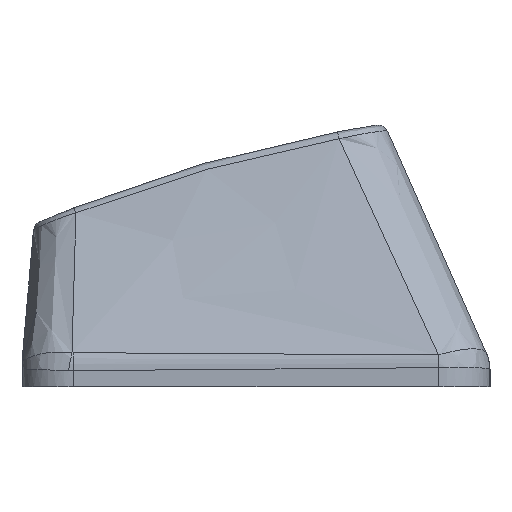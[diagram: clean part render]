
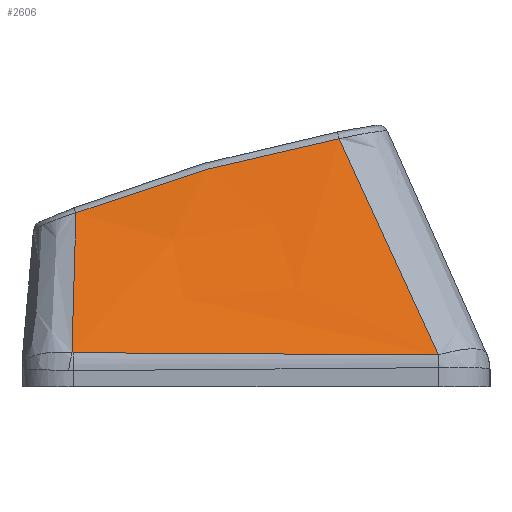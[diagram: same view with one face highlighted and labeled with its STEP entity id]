
A CAD part, left-side view. The second image highlights one B-rep face of the part: STEP entity #2606.
In plain terms, the highlighted free-form (B-spline) face has degree [3, 3] with [4, 4] control points.
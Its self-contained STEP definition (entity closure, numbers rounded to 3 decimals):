
#38=B_SPLINE_SURFACE_WITH_KNOTS('',3,3,((#4853,#4854,#4855,#4856),(#4857,
#4858,#4859,#4860),(#4861,#4862,#4863,#4864),(#4865,#4866,#4867,#4868)),
 .UNSPECIFIED.,.F.,.F.,.F.,(4,4),(4,4),(0.107,0.895),
(0.027,0.971),.UNSPECIFIED.);
#83=B_SPLINE_CURVE_WITH_KNOTS('',3,(#4529,#4530,#4531,#4532),
 .UNSPECIFIED.,.F.,.F.,(4,4),(0.,0.005),.UNSPECIFIED.);
#84=B_SPLINE_CURVE_WITH_KNOTS('',3,(#4552,#4553,#4554,#4555),
 .UNSPECIFIED.,.F.,.F.,(4,4),(-1.416,0.),
 .UNSPECIFIED.);
#100=B_SPLINE_CURVE_WITH_KNOTS('',3,(#4843,#4844,#4845,#4846),
 .UNSPECIFIED.,.F.,.F.,(4,4),(0.038,0.653),
 .UNSPECIFIED.);
#102=B_SPLINE_CURVE_WITH_KNOTS('',3,(#4870,#4871,#4872,#4873),
 .UNSPECIFIED.,.F.,.F.,(4,4),(-0.995,-0.027),
 .UNSPECIFIED.);
#103=B_SPLINE_CURVE_WITH_KNOTS('',3,(#4874,#4875,#4876,#4877),
 .UNSPECIFIED.,.F.,.F.,(4,4),(-1.059,0.),.UNSPECIFIED.);
#728=FACE_OUTER_BOUND('',#889,.T.);
#889=EDGE_LOOP('',(#2192,#2193,#2194,#2195,#2196));
#1189=VERTEX_POINT('',#4497);
#1191=VERTEX_POINT('',#4527);
#1193=VERTEX_POINT('',#4550);
#1209=VERTEX_POINT('',#4842);
#1210=VERTEX_POINT('',#4869);
#1524=EDGE_CURVE('',#1191,#1189,#83,.T.);
#1526=EDGE_CURVE('',#1193,#1191,#84,.T.);
#1555=EDGE_CURVE('',#1189,#1209,#100,.T.);
#1557=EDGE_CURVE('',#1210,#1193,#102,.T.);
#1558=EDGE_CURVE('',#1209,#1210,#103,.T.);
#2192=ORIENTED_EDGE('',*,*,#1524,.F.);
#2193=ORIENTED_EDGE('',*,*,#1526,.F.);
#2194=ORIENTED_EDGE('',*,*,#1557,.F.);
#2195=ORIENTED_EDGE('',*,*,#1558,.F.);
#2196=ORIENTED_EDGE('',*,*,#1555,.F.);
#2606=ADVANCED_FACE('',(#728),#38,.T.);
#4497=CARTESIAN_POINT('',(-58.911,7.141,0.333));
#4527=CARTESIAN_POINT('',(-58.914,7.092,0.328));
#4529=CARTESIAN_POINT('Ctrl Pts',(-58.914,7.092,0.328));
#4530=CARTESIAN_POINT('Ctrl Pts',(-58.913,7.108,0.328));
#4531=CARTESIAN_POINT('Ctrl Pts',(-58.912,7.125,0.33));
#4532=CARTESIAN_POINT('Ctrl Pts',(-58.911,7.141,0.333));
#4550=CARTESIAN_POINT('',(-59.004,-7.074,0.238));
#4552=CARTESIAN_POINT('Ctrl Pts',(-59.004,-7.074,0.238));
#4553=CARTESIAN_POINT('Ctrl Pts',(-58.993,-2.354,0.253));
#4554=CARTESIAN_POINT('Ctrl Pts',(-58.983,2.365,0.275));
#4555=CARTESIAN_POINT('Ctrl Pts',(-58.914,7.092,0.328));
#4842=CARTESIAN_POINT('',(-56.092,6.988,5.753));
#4843=CARTESIAN_POINT('Ctrl Pts',(-58.911,7.141,0.333));
#4844=CARTESIAN_POINT('Ctrl Pts',(-57.959,7.069,2.136));
#4845=CARTESIAN_POINT('Ctrl Pts',(-57.02,7.014,3.943));
#4846=CARTESIAN_POINT('Ctrl Pts',(-56.092,6.988,5.753));
#4853=CARTESIAN_POINT('Ctrl Pts',(-59.004,7.139,0.157));
#4854=CARTESIAN_POINT('Ctrl Pts',(-58.025,7.163,2.009));
#4855=CARTESIAN_POINT('Ctrl Pts',(-57.046,7.188,3.861));
#4856=CARTESIAN_POINT('Ctrl Pts',(-56.068,7.213,5.713));
#4857=CARTESIAN_POINT('Ctrl Pts',(-59.004,2.404,0.193));
#4858=CARTESIAN_POINT('Ctrl Pts',(-58.025,2.842,2.483));
#4859=CARTESIAN_POINT('Ctrl Pts',(-57.046,3.279,4.772));
#4860=CARTESIAN_POINT('Ctrl Pts',(-56.068,3.716,7.061));
#4861=CARTESIAN_POINT('Ctrl Pts',(-59.004,-2.334,0.221));
#4862=CARTESIAN_POINT('Ctrl Pts',(-58.025,-1.529,2.835));
#4863=CARTESIAN_POINT('Ctrl Pts',(-57.046,-0.724,5.449));
#4864=CARTESIAN_POINT('Ctrl Pts',(-56.068,0.081,
8.062));
#4865=CARTESIAN_POINT('Ctrl Pts',(-59.004,-7.074,0.238));
#4866=CARTESIAN_POINT('Ctrl Pts',(-58.025,-5.923,3.058));
#4867=CARTESIAN_POINT('Ctrl Pts',(-57.046,-4.772,5.878));
#4868=CARTESIAN_POINT('Ctrl Pts',(-56.068,-3.62,8.697));
#4869=CARTESIAN_POINT('',(-56.068,-3.216,8.626));
#4870=CARTESIAN_POINT('Ctrl Pts',(-56.068,-3.216,8.626));
#4871=CARTESIAN_POINT('Ctrl Pts',(-57.055,-4.511,5.836));
#4872=CARTESIAN_POINT('Ctrl Pts',(-58.032,-5.795,3.039));
#4873=CARTESIAN_POINT('Ctrl Pts',(-59.004,-7.074,0.238));
#4874=CARTESIAN_POINT('Ctrl Pts',(-56.092,6.988,5.753));
#4875=CARTESIAN_POINT('Ctrl Pts',(-56.081,3.682,7.019));
#4876=CARTESIAN_POINT('Ctrl Pts',(-56.072,0.264,7.991));
#4877=CARTESIAN_POINT('Ctrl Pts',(-56.068,-3.216,8.626));
